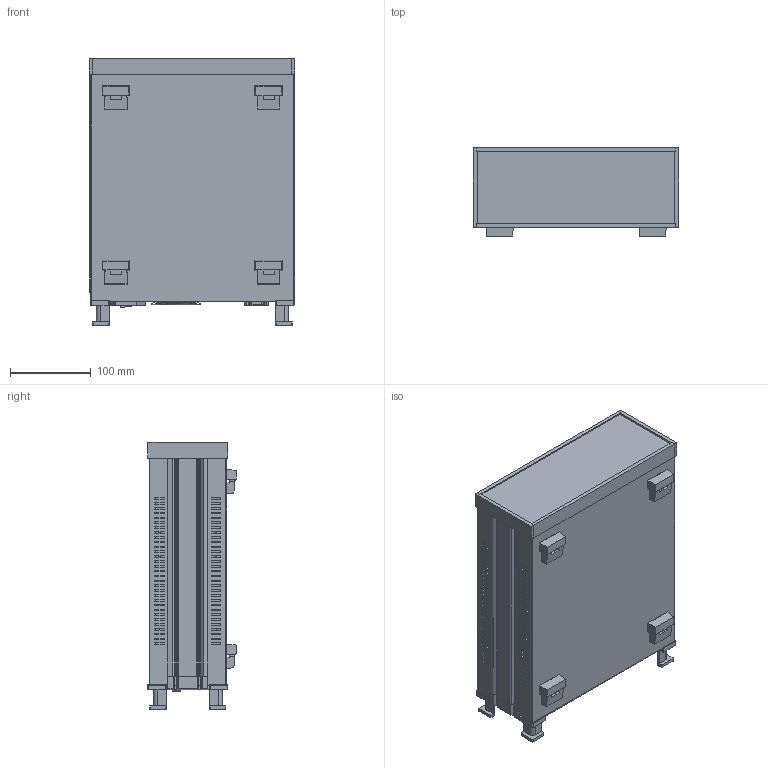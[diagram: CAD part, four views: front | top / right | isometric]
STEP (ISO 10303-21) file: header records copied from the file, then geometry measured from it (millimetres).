
FILE_DESCRIPTION (( 'STEP AP203' ), '1' );
FILE_NAME ('08TMC-2U.STEP', '2024-03-19T07:03:03', ( '' ), ( '' ), 'SwSTEP 2.0', 'SolidWorks 2022', '' );
FILE_SCHEMA (( 'CONFIG_CONTROL_DESIGN' ));
Products named in the file (1): 08TMC-2U
Bounding box: 255 x 109.8 x 331 mm (x, y, z)
Surface area: 541410.7 mm2 (no closed solid volume)
Topology: 0 solids, 74 shells, 1215 faces, 4936 edges, 3735 vertices
Faces by surface type: plane 889, cylinder 203, bspline 65, torus 51, cone 7
Full cylindrical faces by diameter (mm): 0.8 x22, 1.2 x24, 1.8 x1, 2.5 x4, 3.4 x26, 3.5 x3, 4 x2, 4.5 x10, 5 x5, 6 x2, 6.5 x2, 30 x1, 34.4 x1, 57.5 x1, 60 x1
Entity records: 58812 total; most frequent: CARTESIAN_POINT 20533, DIRECTION 6943, ORIENTED_EDGE 6931, EDGE_CURVE 4783, VERTEX_POINT 3714, LINE 3437, VECTOR 3437, AXIS2_PLACEMENT_3D 1753
